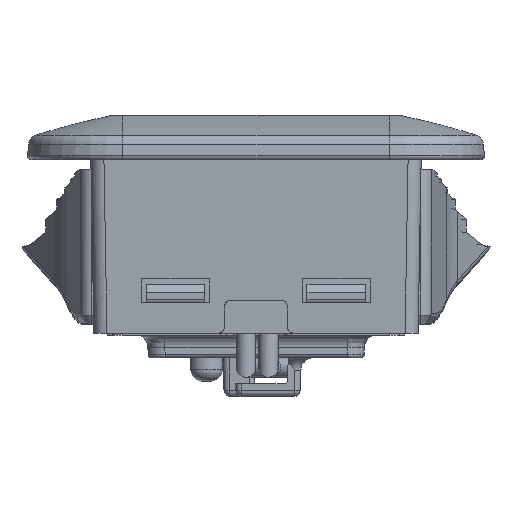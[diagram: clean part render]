
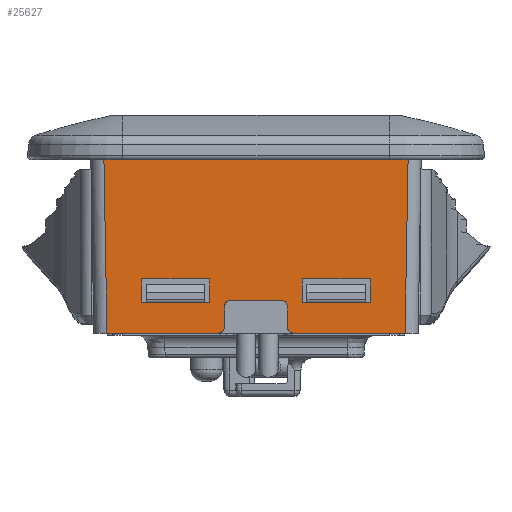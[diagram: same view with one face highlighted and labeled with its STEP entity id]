
A CAD part, left-side view. The second image highlights one B-rep face of the part: STEP entity #25627.
In plain terms, the highlighted planar face has unit normal (-1, 0, -0.018).
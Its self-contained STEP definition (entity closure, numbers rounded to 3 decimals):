
#1490=ELLIPSE('',#27097,0.5,0.5);
#1491=ELLIPSE('',#27098,0.5,0.5);
#1492=ELLIPSE('',#27099,0.5,0.5);
#1493=ELLIPSE('',#27100,0.5,0.5);
#3539=LINE('',#43214,#5180);
#3543=LINE('',#43231,#5184);
#3554=LINE('',#43260,#5195);
#3568=LINE('',#43299,#5209);
#3574=LINE('',#43310,#5215);
#3577=LINE('',#43316,#5218);
#3579=LINE('',#43319,#5220);
#3588=LINE('',#43338,#5229);
#3591=LINE('',#43344,#5232);
#3594=LINE('',#43350,#5235);
#3599=LINE('',#43358,#5240);
#3605=LINE('',#43370,#5246);
#3606=LINE('',#43374,#5247);
#3607=LINE('',#43378,#5248);
#3608=LINE('',#43382,#5249);
#3609=LINE('',#43386,#5250);
#5180=VECTOR('',#31413,1000.);
#5184=VECTOR('',#31427,1000.);
#5195=VECTOR('',#31458,1000.);
#5209=VECTOR('',#31490,1000.);
#5215=VECTOR('',#31498,1000.);
#5218=VECTOR('',#31503,1000.);
#5220=VECTOR('',#31507,1000.);
#5229=VECTOR('',#31524,1000.);
#5232=VECTOR('',#31529,1000.);
#5235=VECTOR('',#31534,1000.);
#5240=VECTOR('',#31541,1000.);
#5246=VECTOR('',#31555,1000.);
#5247=VECTOR('',#31558,1000.);
#5248=VECTOR('',#31561,1000.);
#5249=VECTOR('',#31564,1000.);
#5250=VECTOR('',#31567,1000.);
#10086=ORIENTED_EDGE('',*,*,#12949,.F.);
#10087=ORIENTED_EDGE('',*,*,#12957,.F.);
#10088=ORIENTED_EDGE('',*,*,#12952,.F.);
#10089=ORIENTED_EDGE('',*,*,#12946,.F.);
#10090=ORIENTED_EDGE('',*,*,#12937,.F.);
#10091=ORIENTED_EDGE('',*,*,#12926,.F.);
#10092=ORIENTED_EDGE('',*,*,#12932,.F.);
#10093=ORIENTED_EDGE('',*,*,#12935,.F.);
#10094=ORIENTED_EDGE('',*,*,#12963,.F.);
#10095=ORIENTED_EDGE('',*,*,#12964,.T.);
#10096=ORIENTED_EDGE('',*,*,#12965,.T.);
#10097=ORIENTED_EDGE('',*,*,#12966,.T.);
#10098=ORIENTED_EDGE('',*,*,#12967,.T.);
#10099=ORIENTED_EDGE('',*,*,#12968,.T.);
#10100=ORIENTED_EDGE('',*,*,#12969,.T.);
#10101=ORIENTED_EDGE('',*,*,#12970,.T.);
#10102=ORIENTED_EDGE('',*,*,#12971,.F.);
#10103=ORIENTED_EDGE('',*,*,#12893,.T.);
#10104=ORIENTED_EDGE('',*,*,#12885,.T.);
#10105=ORIENTED_EDGE('',*,*,#12908,.T.);
#12885=EDGE_CURVE('',#14659,#14660,#3539,.T.);
#12893=EDGE_CURVE('',#14667,#14659,#3543,.T.);
#12908=EDGE_CURVE('',#14660,#14674,#3554,.F.);
#12926=EDGE_CURVE('',#14690,#14688,#3568,.T.);
#12932=EDGE_CURVE('',#14694,#14690,#3574,.T.);
#12935=EDGE_CURVE('',#14696,#14694,#3577,.T.);
#12937=EDGE_CURVE('',#14688,#14696,#3579,.T.);
#12946=EDGE_CURVE('',#14702,#14700,#3588,.T.);
#12949=EDGE_CURVE('',#14704,#14702,#3591,.T.);
#12952=EDGE_CURVE('',#14700,#14706,#3594,.T.);
#12957=EDGE_CURVE('',#14706,#14704,#3599,.T.);
#12963=EDGE_CURVE('',#14711,#14674,#3605,.T.);
#12964=EDGE_CURVE('',#14711,#14712,#1490,.T.);
#12965=EDGE_CURVE('',#14712,#14713,#3606,.T.);
#12966=EDGE_CURVE('',#14713,#14714,#1491,.F.);
#12967=EDGE_CURVE('',#14714,#14715,#3607,.T.);
#12968=EDGE_CURVE('',#14715,#14716,#1492,.F.);
#12969=EDGE_CURVE('',#14716,#14717,#3608,.T.);
#12970=EDGE_CURVE('',#14717,#14718,#1493,.T.);
#12971=EDGE_CURVE('',#14667,#14718,#3609,.T.);
#14659=VERTEX_POINT('',#43215);
#14660=VERTEX_POINT('',#43216);
#14667=VERTEX_POINT('',#43232);
#14674=VERTEX_POINT('',#43259);
#14688=VERTEX_POINT('',#43294);
#14690=VERTEX_POINT('',#43298);
#14694=VERTEX_POINT('',#43309);
#14696=VERTEX_POINT('',#43315);
#14700=VERTEX_POINT('',#43333);
#14702=VERTEX_POINT('',#43337);
#14704=VERTEX_POINT('',#43343);
#14706=VERTEX_POINT('',#43348);
#14711=VERTEX_POINT('',#43371);
#14712=VERTEX_POINT('',#43373);
#14713=VERTEX_POINT('',#43375);
#14714=VERTEX_POINT('',#43377);
#14715=VERTEX_POINT('',#43379);
#14716=VERTEX_POINT('',#43381);
#14717=VERTEX_POINT('',#43383);
#14718=VERTEX_POINT('',#43385);
#16039=EDGE_LOOP('',(#10086,#10087,#10088,#10089));
#16040=EDGE_LOOP('',(#10090,#10091,#10092,#10093));
#16041=EDGE_LOOP('',(#10094,#10095,#10096,#10097,#10098,#10099,#10100,#10101,
#10102,#10103,#10104,#10105));
#17134=FACE_BOUND('',#16039,.T.);
#17135=FACE_BOUND('',#16040,.T.);
#17136=FACE_BOUND('',#16041,.T.);
#17684=PLANE('',#27096);
#25627=ADVANCED_FACE('',(#17134,#17135,#17136),#17684,.T.);
#27096=AXIS2_PLACEMENT_3D('',#43369,#31553,#31554);
#27097=AXIS2_PLACEMENT_3D('',#43372,#31556,#31557);
#27098=AXIS2_PLACEMENT_3D('',#43376,#31559,#31560);
#27099=AXIS2_PLACEMENT_3D('',#43380,#31562,#31563);
#27100=AXIS2_PLACEMENT_3D('',#43384,#31565,#31566);
#31413=DIRECTION('',(0.,1.,0.));
#31427=DIRECTION('',(-0.017,-0.017,1.));
#31458=DIRECTION('',(-0.017,0.017,1.));
#31490=DIRECTION('',(-0.017,0.,1.));
#31498=DIRECTION('',(0.,-1.,0.));
#31503=DIRECTION('',(0.017,0.,-1.));
#31507=DIRECTION('',(0.,1.,0.));
#31524=DIRECTION('',(0.,1.,0.));
#31529=DIRECTION('',(-0.017,0.,1.));
#31534=DIRECTION('',(0.017,0.,-1.));
#31541=DIRECTION('',(0.,-1.,0.));
#31553=DIRECTION('',(-1.,0.,-0.017));
#31554=DIRECTION('',(-0.017,0.,1.));
#31555=DIRECTION('',(0.,1.,0.));
#31556=DIRECTION('',(-1.,0.,-0.017));
#31557=DIRECTION('',(0.017,0.,-1.));
#31558=DIRECTION('',(-0.017,0.,1.));
#31559=DIRECTION('',(-1.,0.,-0.017));
#31560=DIRECTION('',(-0.017,0.,1.));
#31561=DIRECTION('',(0.,-1.,0.));
#31562=DIRECTION('',(-1.,0.,-0.017));
#31563=DIRECTION('',(-0.017,0.,1.));
#31564=DIRECTION('',(0.017,0.,-1.));
#31565=DIRECTION('',(-1.,0.,-0.017));
#31566=DIRECTION('',(0.017,0.,-1.));
#31567=DIRECTION('',(0.,1.,0.));
#43214=CARTESIAN_POINT('',(-40.76,0.,13.4));
#43215=CARTESIAN_POINT('',(-40.76,-11.631,13.4));
#43216=CARTESIAN_POINT('',(-40.76,11.631,13.4));
#43231=CARTESIAN_POINT('',(-40.76,-11.632,13.417));
#43232=CARTESIAN_POINT('',(-40.529,-11.4,0.15));
#43259=CARTESIAN_POINT('',(-40.529,11.4,0.15));
#43260=CARTESIAN_POINT('',(-40.529,11.4,0.167));
#43294=CARTESIAN_POINT('',(-40.601,-8.754,4.294));
#43298=CARTESIAN_POINT('',(-40.569,-8.754,2.494));
#43299=CARTESIAN_POINT('',(-40.529,-8.754,0.15));
#43309=CARTESIAN_POINT('',(-40.569,-3.554,2.494));
#43310=CARTESIAN_POINT('',(-40.569,0.,2.494));
#43315=CARTESIAN_POINT('',(-40.601,-3.554,4.294));
#43316=CARTESIAN_POINT('',(-40.529,-3.554,0.15));
#43319=CARTESIAN_POINT('',(-40.601,0.,4.294));
#43333=CARTESIAN_POINT('',(-40.601,8.751,4.294));
#43337=CARTESIAN_POINT('',(-40.601,3.551,4.294));
#43338=CARTESIAN_POINT('',(-40.601,0.,4.294));
#43343=CARTESIAN_POINT('',(-40.569,3.551,2.494));
#43344=CARTESIAN_POINT('',(-40.529,3.551,0.15));
#43348=CARTESIAN_POINT('',(-40.569,8.751,2.494));
#43350=CARTESIAN_POINT('',(-40.529,8.751,0.15));
#43358=CARTESIAN_POINT('',(-40.569,0.,2.494));
#43369=CARTESIAN_POINT('',(-40.529,0.,0.15));
#43370=CARTESIAN_POINT('',(-40.529,-10.191,0.15));
#43371=CARTESIAN_POINT('',(-40.529,2.899,0.15));
#43372=CARTESIAN_POINT('',(-40.537,2.899,0.65));
#43373=CARTESIAN_POINT('',(-40.537,2.399,0.65));
#43374=CARTESIAN_POINT('',(-40.529,2.399,0.15));
#43375=CARTESIAN_POINT('',(-40.563,2.399,2.15));
#43376=CARTESIAN_POINT('',(-40.563,1.899,2.15));
#43377=CARTESIAN_POINT('',(-40.572,1.899,2.65));
#43378=CARTESIAN_POINT('',(-40.572,0.,2.65));
#43379=CARTESIAN_POINT('',(-40.572,-1.901,2.65));
#43380=CARTESIAN_POINT('',(-40.563,-1.901,2.15));
#43381=CARTESIAN_POINT('',(-40.563,-2.401,2.15));
#43382=CARTESIAN_POINT('',(-40.529,-2.401,0.15));
#43383=CARTESIAN_POINT('',(-40.537,-2.401,0.65));
#43384=CARTESIAN_POINT('',(-40.537,-2.901,0.65));
#43385=CARTESIAN_POINT('',(-40.529,-2.901,0.15));
#43386=CARTESIAN_POINT('',(-40.529,-10.191,0.15));
